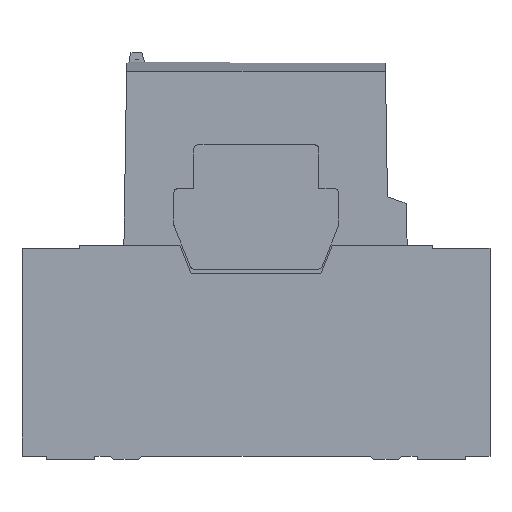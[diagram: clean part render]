
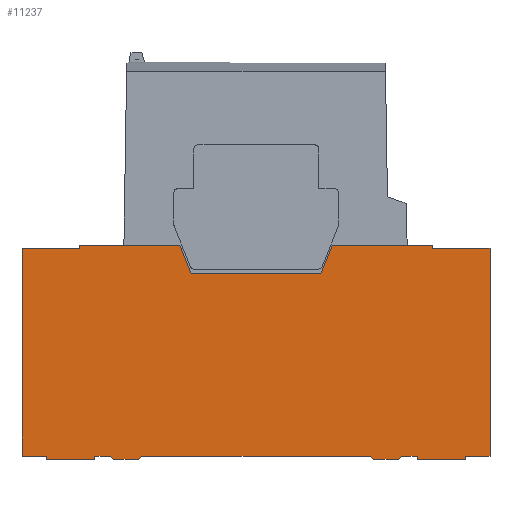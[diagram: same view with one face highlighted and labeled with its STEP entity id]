
A CAD part, front view. The second image highlights one B-rep face of the part: STEP entity #11237.
In plain terms, the highlighted planar face has unit normal (0, -1, 0).
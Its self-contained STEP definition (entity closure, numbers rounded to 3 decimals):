
#212=DIRECTION('',(-1.,0.,0.));
#213=VECTOR('',#212,48.362);
#214=CARTESIAN_POINT('',(85.,-70.,102.985));
#215=LINE('',#214,#213);
#373=DIRECTION('',(-1.,0.,0.));
#374=VECTOR('',#373,48.362);
#375=CARTESIAN_POINT('',(-36.638,-70.,102.985));
#376=LINE('',#375,#374);
#1179=DIRECTION('',(0.368,0.,-0.93));
#1180=VECTOR('',#1179,14.703);
#1181=CARTESIAN_POINT('',(-36.638,-70.,102.985));
#1182=LINE('',#1181,#1180);
#1186=DIRECTION('',(1.,0.,0.));
#1187=VECTOR('',#1186,62.446);
#1188=CARTESIAN_POINT('',(-31.223,-70.,89.315));
#1189=LINE('',#1188,#1187);
#1193=DIRECTION('',(0.368,0.,0.93));
#1194=VECTOR('',#1193,14.703);
#1195=CARTESIAN_POINT('',(31.223,-70.,89.315));
#1196=LINE('',#1195,#1194);
#1200=DIRECTION('',(0.,0.,1.));
#1201=VECTOR('',#1200,1.5);
#1202=CARTESIAN_POINT('',(85.,-70.,101.485));
#1203=LINE('',#1202,#1201);
#1207=DIRECTION('',(-1.,0.,0.));
#1208=VECTOR('',#1207,27.5);
#1209=CARTESIAN_POINT('',(112.5,-70.,101.485));
#1210=LINE('',#1209,#1208);
#1214=DIRECTION('',(0.,0.,1.));
#1215=VECTOR('',#1214,99.95);
#1216=CARTESIAN_POINT('',(112.5,-70.,1.535));
#1217=LINE('',#1216,#1215);
#1221=DIRECTION('',(1.,0.,0.));
#1222=VECTOR('',#1221,12.);
#1223=CARTESIAN_POINT('',(100.5,-70.,1.535));
#1224=LINE('',#1223,#1222);
#1228=DIRECTION('',(0.009,0.,1.));
#1229=VECTOR('',#1228,1.5);
#1230=CARTESIAN_POINT('',(100.487,-70.,0.035));
#1231=LINE('',#1230,#1229);
#1235=DIRECTION('',(1.,0.,0.));
#1236=VECTOR('',#1235,22.974);
#1237=CARTESIAN_POINT('',(77.513,-70.,0.035));
#1238=LINE('',#1237,#1236);
#1242=DIRECTION('',(0.009,0.,-1.));
#1243=VECTOR('',#1242,1.5);
#1244=CARTESIAN_POINT('',(77.5,-70.,1.535));
#1245=LINE('',#1244,#1243);
#1249=DIRECTION('',(1.,0.,0.));
#1250=VECTOR('',#1249,7.5);
#1251=CARTESIAN_POINT('',(70.,-70.,1.535));
#1252=LINE('',#1251,#1250);
#1256=DIRECTION('',(0.707,0.,0.707));
#1257=VECTOR('',#1256,2.121);
#1258=CARTESIAN_POINT('',(68.5,-70.,0.035));
#1259=LINE('',#1258,#1257);
#1263=DIRECTION('',(1.,0.,0.));
#1264=VECTOR('',#1263,12.);
#1265=CARTESIAN_POINT('',(56.5,-70.,0.035));
#1266=LINE('',#1265,#1264);
#1270=DIRECTION('',(0.707,0.,-0.707));
#1271=VECTOR('',#1270,2.121);
#1272=CARTESIAN_POINT('',(55.,-70.,1.535));
#1273=LINE('',#1272,#1271);
#1277=DIRECTION('',(1.,0.,0.));
#1278=VECTOR('',#1277,110.);
#1279=CARTESIAN_POINT('',(-55.,-70.,1.535));
#1280=LINE('',#1279,#1278);
#1284=DIRECTION('',(0.707,0.,0.707));
#1285=VECTOR('',#1284,2.121);
#1286=CARTESIAN_POINT('',(-56.5,-70.,0.035));
#1287=LINE('',#1286,#1285);
#1291=DIRECTION('',(1.,0.,0.));
#1292=VECTOR('',#1291,12.);
#1293=CARTESIAN_POINT('',(-68.5,-70.,0.035));
#1294=LINE('',#1293,#1292);
#1298=DIRECTION('',(0.707,0.,-0.707));
#1299=VECTOR('',#1298,2.121);
#1300=CARTESIAN_POINT('',(-70.,-70.,1.535));
#1301=LINE('',#1300,#1299);
#1305=DIRECTION('',(1.,0.,0.));
#1306=VECTOR('',#1305,7.544);
#1307=CARTESIAN_POINT('',(-77.544,-70.,1.535));
#1308=LINE('',#1307,#1306);
#1312=DIRECTION('',(0.009,0.,1.));
#1313=VECTOR('',#1312,1.5);
#1314=CARTESIAN_POINT('',(-77.557,-70.,0.035));
#1315=LINE('',#1314,#1313);
#1319=DIRECTION('',(1.,0.,0.));
#1320=VECTOR('',#1319,22.974);
#1321=CARTESIAN_POINT('',(-100.531,-70.,0.035));
#1322=LINE('',#1321,#1320);
#1326=DIRECTION('',(0.009,0.,-1.));
#1327=VECTOR('',#1326,1.5);
#1328=CARTESIAN_POINT('',(-100.544,-70.,1.535));
#1329=LINE('',#1328,#1327);
#1333=DIRECTION('',(1.,0.,0.));
#1334=VECTOR('',#1333,12.);
#1335=CARTESIAN_POINT('',(-112.544,-70.,1.535));
#1336=LINE('',#1335,#1334);
#1340=DIRECTION('',(0.,0.,-1.));
#1341=VECTOR('',#1340,99.95);
#1342=CARTESIAN_POINT('',(-112.544,-70.,101.485));
#1343=LINE('',#1342,#1341);
#1347=DIRECTION('',(-1.,0.,0.));
#1348=VECTOR('',#1347,27.544);
#1349=CARTESIAN_POINT('',(-85.,-70.,101.485));
#1350=LINE('',#1349,#1348);
#1354=DIRECTION('',(0.,0.,-1.));
#1355=VECTOR('',#1354,1.5);
#1356=CARTESIAN_POINT('',(-85.,-70.,102.985));
#1357=LINE('',#1356,#1355);
#8882=CARTESIAN_POINT('',(-112.544,-70.,1.535));
#8883=CARTESIAN_POINT('',(-100.544,-70.,1.535));
#8884=VERTEX_POINT('',#8882);
#8885=VERTEX_POINT('',#8883);
#8886=CARTESIAN_POINT('',(-100.531,-70.,0.035));
#8887=VERTEX_POINT('',#8886);
#8888=CARTESIAN_POINT('',(-77.557,-70.,0.035));
#8889=VERTEX_POINT('',#8888);
#8890=CARTESIAN_POINT('',(-77.544,-70.,1.535));
#8891=VERTEX_POINT('',#8890);
#8892=CARTESIAN_POINT('',(-70.,-70.,1.535));
#8893=VERTEX_POINT('',#8892);
#8894=CARTESIAN_POINT('',(-68.5,-70.,0.035));
#8895=VERTEX_POINT('',#8894);
#8896=CARTESIAN_POINT('',(-56.5,-70.,0.035));
#8897=VERTEX_POINT('',#8896);
#8898=CARTESIAN_POINT('',(-55.,-70.,1.535));
#8899=VERTEX_POINT('',#8898);
#8900=CARTESIAN_POINT('',(55.,-70.,1.535));
#8901=VERTEX_POINT('',#8900);
#8902=CARTESIAN_POINT('',(56.5,-70.,0.035));
#8903=VERTEX_POINT('',#8902);
#8904=CARTESIAN_POINT('',(68.5,-70.,0.035));
#8905=VERTEX_POINT('',#8904);
#8906=CARTESIAN_POINT('',(70.,-70.,1.535));
#8907=VERTEX_POINT('',#8906);
#8908=CARTESIAN_POINT('',(77.5,-70.,1.535));
#8909=VERTEX_POINT('',#8908);
#8910=CARTESIAN_POINT('',(77.513,-70.,0.035));
#8911=VERTEX_POINT('',#8910);
#8912=CARTESIAN_POINT('',(100.487,-70.,0.035));
#8913=VERTEX_POINT('',#8912);
#8914=CARTESIAN_POINT('',(100.5,-70.,1.535));
#8915=VERTEX_POINT('',#8914);
#8916=CARTESIAN_POINT('',(112.5,-70.,1.535));
#8917=VERTEX_POINT('',#8916);
#8918=CARTESIAN_POINT('',(112.5,-70.,101.485));
#8919=VERTEX_POINT('',#8918);
#8920=CARTESIAN_POINT('',(85.,-70.,101.485));
#8921=VERTEX_POINT('',#8920);
#8922=CARTESIAN_POINT('',(85.,-70.,102.985));
#8923=VERTEX_POINT('',#8922);
#8924=CARTESIAN_POINT('',(-85.,-70.,102.985));
#8925=CARTESIAN_POINT('',(-85.,-70.,101.485));
#8926=VERTEX_POINT('',#8924);
#8927=VERTEX_POINT('',#8925);
#8928=CARTESIAN_POINT('',(-112.544,-70.,101.485));
#8929=VERTEX_POINT('',#8928);
#8938=CARTESIAN_POINT('',(-36.638,-70.,102.985));
#8939=CARTESIAN_POINT('',(-31.223,-70.,89.315));
#8940=VERTEX_POINT('',#8938);
#8941=VERTEX_POINT('',#8939);
#8942=CARTESIAN_POINT('',(31.223,-70.,89.315));
#8943=VERTEX_POINT('',#8942);
#8944=CARTESIAN_POINT('',(36.638,-70.,102.985));
#8945=VERTEX_POINT('',#8944);
#11177=CARTESIAN_POINT('',(0.,-70.,0.));
#11178=DIRECTION('',(0.,-1.,0.));
#11179=DIRECTION('',(1.,0.,0.));
#11180=AXIS2_PLACEMENT_3D('',#11177,#11178,#11179);
#11181=PLANE('',#11180);
#11182=ORIENTED_EDGE('',*,*,#10482,.F.);
#11183=ORIENTED_EDGE('',*,*,#11168,.T.);
#11185=ORIENTED_EDGE('',*,*,#11184,.T.);
#11187=ORIENTED_EDGE('',*,*,#11186,.T.);
#11188=ORIENTED_EDGE('',*,*,#10379,.F.);
#11190=ORIENTED_EDGE('',*,*,#11189,.F.);
#11192=ORIENTED_EDGE('',*,*,#11191,.F.);
#11194=ORIENTED_EDGE('',*,*,#11193,.F.);
#11196=ORIENTED_EDGE('',*,*,#11195,.F.);
#11198=ORIENTED_EDGE('',*,*,#11197,.F.);
#11200=ORIENTED_EDGE('',*,*,#11199,.F.);
#11202=ORIENTED_EDGE('',*,*,#11201,.F.);
#11204=ORIENTED_EDGE('',*,*,#11203,.F.);
#11206=ORIENTED_EDGE('',*,*,#11205,.F.);
#11208=ORIENTED_EDGE('',*,*,#11207,.F.);
#11210=ORIENTED_EDGE('',*,*,#11209,.F.);
#11212=ORIENTED_EDGE('',*,*,#11211,.F.);
#11214=ORIENTED_EDGE('',*,*,#11213,.F.);
#11216=ORIENTED_EDGE('',*,*,#11215,.F.);
#11218=ORIENTED_EDGE('',*,*,#11217,.F.);
#11220=ORIENTED_EDGE('',*,*,#11219,.F.);
#11222=ORIENTED_EDGE('',*,*,#11221,.F.);
#11224=ORIENTED_EDGE('',*,*,#11223,.F.);
#11226=ORIENTED_EDGE('',*,*,#11225,.F.);
#11228=ORIENTED_EDGE('',*,*,#11227,.F.);
#11230=ORIENTED_EDGE('',*,*,#11229,.F.);
#11232=ORIENTED_EDGE('',*,*,#11231,.F.);
#11234=ORIENTED_EDGE('',*,*,#11233,.F.);
#11235=EDGE_LOOP('',(#11182,#11183,#11185,#11187,#11188,#11190,#11192,#11194,
#11196,#11198,#11200,#11202,#11204,#11206,#11208,#11210,#11212,#11214,#11216,
#11218,#11220,#11222,#11224,#11226,#11228,#11230,#11232,#11234));
#11236=FACE_OUTER_BOUND('',#11235,.F.);
#10379=EDGE_CURVE('',#8923,#8945,#215,.T.);
#10482=EDGE_CURVE('',#8940,#8926,#376,.T.);
#11168=EDGE_CURVE('',#8940,#8941,#1182,.T.);
#11184=EDGE_CURVE('',#8941,#8943,#1189,.T.);
#11186=EDGE_CURVE('',#8943,#8945,#1196,.T.);
#11189=EDGE_CURVE('',#8921,#8923,#1203,.T.);
#11191=EDGE_CURVE('',#8919,#8921,#1210,.T.);
#11193=EDGE_CURVE('',#8917,#8919,#1217,.T.);
#11195=EDGE_CURVE('',#8915,#8917,#1224,.T.);
#11197=EDGE_CURVE('',#8913,#8915,#1231,.T.);
#11199=EDGE_CURVE('',#8911,#8913,#1238,.T.);
#11201=EDGE_CURVE('',#8909,#8911,#1245,.T.);
#11203=EDGE_CURVE('',#8907,#8909,#1252,.T.);
#11205=EDGE_CURVE('',#8905,#8907,#1259,.T.);
#11207=EDGE_CURVE('',#8903,#8905,#1266,.T.);
#11209=EDGE_CURVE('',#8901,#8903,#1273,.T.);
#11211=EDGE_CURVE('',#8899,#8901,#1280,.T.);
#11213=EDGE_CURVE('',#8897,#8899,#1287,.T.);
#11215=EDGE_CURVE('',#8895,#8897,#1294,.T.);
#11217=EDGE_CURVE('',#8893,#8895,#1301,.T.);
#11219=EDGE_CURVE('',#8891,#8893,#1308,.T.);
#11221=EDGE_CURVE('',#8889,#8891,#1315,.T.);
#11223=EDGE_CURVE('',#8887,#8889,#1322,.T.);
#11225=EDGE_CURVE('',#8885,#8887,#1329,.T.);
#11227=EDGE_CURVE('',#8884,#8885,#1336,.T.);
#11229=EDGE_CURVE('',#8929,#8884,#1343,.T.);
#11231=EDGE_CURVE('',#8927,#8929,#1350,.T.);
#11233=EDGE_CURVE('',#8926,#8927,#1357,.T.);
#11237=ADVANCED_FACE('',(#11236),#11181,.T.);
